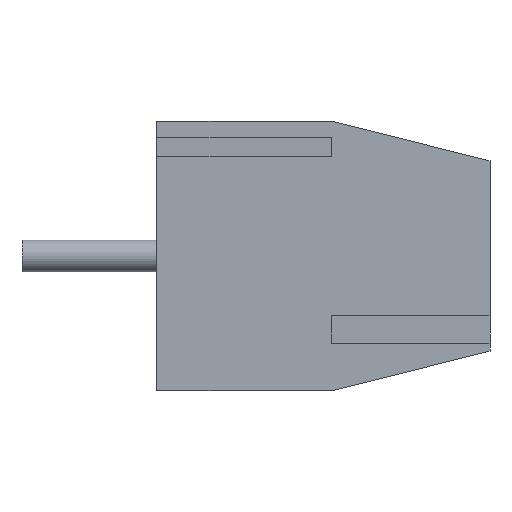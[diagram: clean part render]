
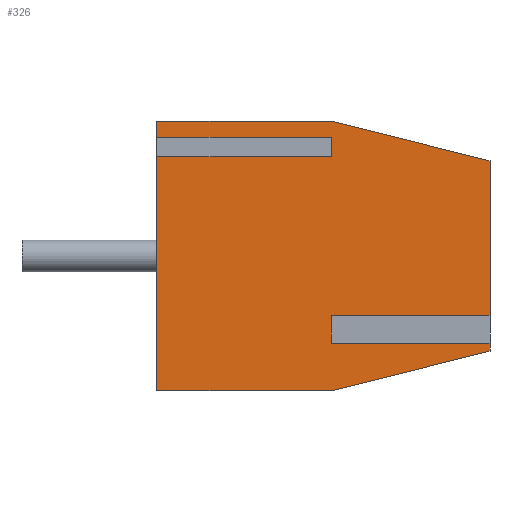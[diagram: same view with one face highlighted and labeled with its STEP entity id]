
A CAD part, left-side view. The second image highlights one B-rep face of the part: STEP entity #326.
In plain terms, the highlighted planar face has unit normal (-1, 0, 0).
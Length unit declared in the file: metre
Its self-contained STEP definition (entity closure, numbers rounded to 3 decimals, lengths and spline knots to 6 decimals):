
#326 = ADVANCED_FACE( '', ( #721 ), #722, .F. );
#721 = FACE_OUTER_BOUND( '', #1263, .T. );
#722 = PLANE( '', #1264 );
#1263 = EDGE_LOOP( '', ( #2087, #2088, #2089, #2090, #2091, #2092, #2093, #2094, #2095, #2096, #2097, #2098, #2099, #2100 ) );
#1264 = AXIS2_PLACEMENT_3D( '', #2101, #2102, #2103 );
#2087 = ORIENTED_EDGE( '', *, *, #2988, .F. );
#2088 = ORIENTED_EDGE( '', *, *, #3046, .T. );
#2089 = ORIENTED_EDGE( '', *, *, #3047, .T. );
#2090 = ORIENTED_EDGE( '', *, *, #2926, .F. );
#2091 = ORIENTED_EDGE( '', *, *, #2861, .F. );
#2092 = ORIENTED_EDGE( '', *, *, #3048, .F. );
#2093 = ORIENTED_EDGE( '', *, *, #3049, .F. );
#2094 = ORIENTED_EDGE( '', *, *, #2817, .T. );
#2095 = ORIENTED_EDGE( '', *, *, #3050, .T. );
#2096 = ORIENTED_EDGE( '', *, *, #3051, .F. );
#2097 = ORIENTED_EDGE( '', *, *, #2901, .F. );
#2098 = ORIENTED_EDGE( '', *, *, #3052, .T. );
#2099 = ORIENTED_EDGE( '', *, *, #3053, .T. );
#2100 = ORIENTED_EDGE( '', *, *, #2915, .F. );
#2101 = CARTESIAN_POINT( '', ( -0.0035, -0.0044, 0.0034 ) );
#2102 = DIRECTION( '', ( 1., 0., 0. ) );
#2103 = DIRECTION( '', ( 0., 1., 0. ) );
#2817 = EDGE_CURVE( '', #3348, #3349, #3350, .T. );
#2861 = EDGE_CURVE( '', #3421, #3411, #3423, .T. );
#2901 = EDGE_CURVE( '', #3490, #3488, #3492, .T. );
#2915 = EDGE_CURVE( '', #3513, #3508, #3515, .T. );
#2926 = EDGE_CURVE( '', #3411, #3526, #3534, .T. );
#2988 = EDGE_CURVE( '', #3624, #3513, #3625, .T. );
#3046 = EDGE_CURVE( '', #3624, #3701, #3702, .T. );
#3047 = EDGE_CURVE( '', #3701, #3526, #3703, .T. );
#3048 = EDGE_CURVE( '', #3704, #3421, #3705, .T. );
#3049 = EDGE_CURVE( '', #3348, #3704, #3706, .T. );
#3050 = EDGE_CURVE( '', #3349, #3707, #3708, .T. );
#3051 = EDGE_CURVE( '', #3488, #3707, #3709, .T. );
#3052 = EDGE_CURVE( '', #3490, #3710, #3711, .T. );
#3053 = EDGE_CURVE( '', #3710, #3508, #3712, .T. );
#3348 = VERTEX_POINT( '', #4083 );
#3349 = VERTEX_POINT( '', #4084 );
#3350 = LINE( '', #4085, #4086 );
#3411 = VERTEX_POINT( '', #4176 );
#3421 = VERTEX_POINT( '', #4191 );
#3423 = LINE( '', #4194, #4195 );
#3488 = VERTEX_POINT( '', #4286 );
#3490 = VERTEX_POINT( '', #4289 );
#3492 = LINE( '', #4292, #4293 );
#3508 = VERTEX_POINT( '', #4315 );
#3513 = VERTEX_POINT( '', #4322 );
#3515 = LINE( '', #4325, #4326 );
#3526 = VERTEX_POINT( '', #4341 );
#3534 = LINE( '', #4353, #4354 );
#3624 = VERTEX_POINT( '', #4491 );
#3625 = LINE( '', #4492, #4493 );
#3701 = VERTEX_POINT( '', #4610 );
#3702 = LINE( '', #4611, #4612 );
#3703 = LINE( '', #4613, #4614 );
#3704 = VERTEX_POINT( '', #4615 );
#3705 = LINE( '', #4616, #4617 );
#3706 = LINE( '', #4618, #4619 );
#3707 = VERTEX_POINT( '', #4620 );
#3708 = LINE( '', #4621, #4622 );
#3709 = LINE( '', #4623, #4624 );
#3710 = VERTEX_POINT( '', #4625 );
#3711 = LINE( '', #4626, #4627 );
#3712 = LINE( '', #4628, #4629 );
#4083 = CARTESIAN_POINT( '', ( -0.0035, -0.0044, -0.0021 ) );
#4084 = CARTESIAN_POINT( '', ( -0.0035, -0.0044, -0.0016 ) );
#4085 = CARTESIAN_POINT( '', ( -0.0035, -0.0044, -0.0021 ) );
#4086 = VECTOR( '', #4958, 1. );
#4176 = CARTESIAN_POINT( '', ( -0.0035, -0.0044, -0.0034 ) );
#4191 = CARTESIAN_POINT( '', ( -0.0035, -0.0084, -0.0024 ) );
#4194 = CARTESIAN_POINT( '', ( -0.0035, -0.0084, -0.0024 ) );
#4195 = VECTOR( '', #4997, 1. );
#4286 = CARTESIAN_POINT( '', ( -0.0035, -0.0084, 0.0024 ) );
#4289 = CARTESIAN_POINT( '', ( -0.0035, -0.0044, 0.0034 ) );
#4292 = CARTESIAN_POINT( '', ( -0.0035, -0.0044, 0.0034 ) );
#4293 = VECTOR( '', #5041, 1. );
#4315 = CARTESIAN_POINT( '', ( -0.0035, 0., 0.003 ) );
#4322 = CARTESIAN_POINT( '', ( -0.0035, -0.0044, 0.003 ) );
#4325 = CARTESIAN_POINT( '', ( -0.0035, -0.0044, 0.003 ) );
#4326 = VECTOR( '', #5054, 1. );
#4341 = CARTESIAN_POINT( '', ( -0.0035, 0., -0.0034 ) );
#4353 = CARTESIAN_POINT( '', ( -0.0035, -0.0044, -0.0034 ) );
#4354 = VECTOR( '', #5063, 1. );
#4491 = CARTESIAN_POINT( '', ( -0.0035, -0.0044, 0.0025 ) );
#4492 = CARTESIAN_POINT( '', ( -0.0035, -0.0044, 0.003 ) );
#4493 = VECTOR( '', #5120, 1. );
#4610 = CARTESIAN_POINT( '', ( -0.0035, 0., 0.0025 ) );
#4611 = CARTESIAN_POINT( '', ( -0.0035, -0.0044, 0.0025 ) );
#4612 = VECTOR( '', #5162, 1. );
#4613 = CARTESIAN_POINT( '', ( -0.0035, 0., 0.0034 ) );
#4614 = VECTOR( '', #5163, 1. );
#4615 = CARTESIAN_POINT( '', ( -0.0035, -0.0084, -0.0021 ) );
#4616 = CARTESIAN_POINT( '', ( -0.0035, -0.0084, 0.0024 ) );
#4617 = VECTOR( '', #5164, 1. );
#4618 = CARTESIAN_POINT( '', ( -0.0035, -0.0044, -0.0021 ) );
#4619 = VECTOR( '', #5165, 1. );
#4620 = CARTESIAN_POINT( '', ( -0.0035, -0.0084, -0.0016 ) );
#4621 = CARTESIAN_POINT( '', ( -0.0035, -0.0044, -0.0016 ) );
#4622 = VECTOR( '', #5166, 1. );
#4623 = CARTESIAN_POINT( '', ( -0.0035, -0.0084, 0.0024 ) );
#4624 = VECTOR( '', #5167, 1. );
#4625 = CARTESIAN_POINT( '', ( -0.0035, 0., 0.0034 ) );
#4626 = CARTESIAN_POINT( '', ( -0.0035, -0.0044, 0.0034 ) );
#4627 = VECTOR( '', #5168, 1. );
#4628 = CARTESIAN_POINT( '', ( -0.0035, 0., 0.0034 ) );
#4629 = VECTOR( '', #5169, 1. );
#4958 = DIRECTION( '', ( 0., 0., 1. ) );
#4997 = DIRECTION( '', ( 0., 0.97, -0.243 ) );
#5041 = DIRECTION( '', ( 0., -0.97, -0.243 ) );
#5054 = DIRECTION( '', ( 0., 1., 0. ) );
#5063 = DIRECTION( '', ( 0., 1., 0. ) );
#5120 = DIRECTION( '', ( 0., 0., 1. ) );
#5162 = DIRECTION( '', ( 0., 1., 0. ) );
#5163 = DIRECTION( '', ( 0., 0., -1. ) );
#5164 = DIRECTION( '', ( 0., 0., -1. ) );
#5165 = DIRECTION( '', ( 0., -1., 0. ) );
#5166 = DIRECTION( '', ( 0., -1., 0. ) );
#5167 = DIRECTION( '', ( 0., 0., -1. ) );
#5168 = DIRECTION( '', ( 0., 1., 0. ) );
#5169 = DIRECTION( '', ( 0., 0., -1. ) );
